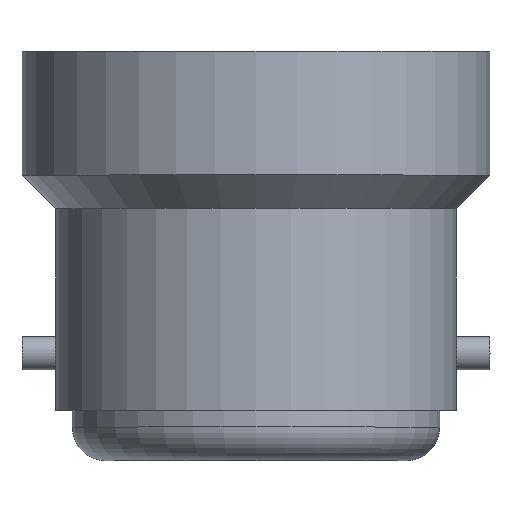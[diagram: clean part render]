
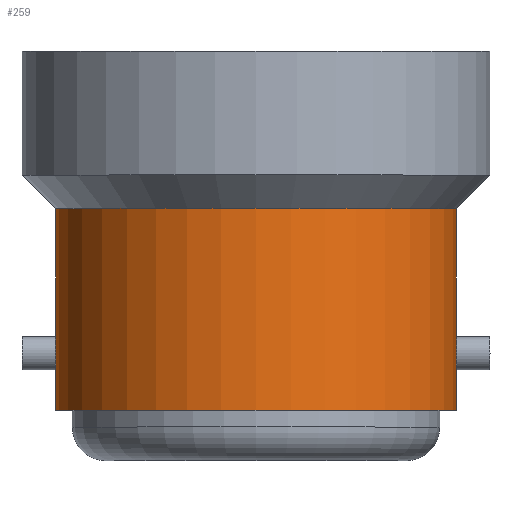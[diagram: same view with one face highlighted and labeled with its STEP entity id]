
A CAD part, top view. The second image highlights one B-rep face of the part: STEP entity #259.
In plain terms, the highlighted cylindrical face has radius 12 mm (diameter 24 mm), a full revolution.
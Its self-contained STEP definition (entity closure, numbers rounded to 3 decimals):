
#36=LINE('',#465,#45);
#45=VECTOR('',#381,12.);
#54=CYLINDRICAL_SURFACE('',#307,12.);
#69=FACE_OUTER_BOUND('',#88,.T.);
#88=EDGE_LOOP('',(#208,#209,#210,#211,#212,#213));
#106=CIRCLE('',#304,12.);
#107=CIRCLE('',#305,12.);
#109=CIRCLE('',#308,12.);
#110=CIRCLE('',#309,12.);
#130=VERTEX_POINT('',#457);
#131=VERTEX_POINT('',#458);
#133=VERTEX_POINT('',#464);
#134=VERTEX_POINT('',#466);
#158=EDGE_CURVE('',#130,#131,#106,.T.);
#159=EDGE_CURVE('',#131,#130,#107,.T.);
#161=EDGE_CURVE('',#131,#133,#36,.T.);
#162=EDGE_CURVE('',#133,#134,#109,.T.);
#163=EDGE_CURVE('',#134,#133,#110,.T.);
#208=ORIENTED_EDGE('',*,*,#158,.F.);
#209=ORIENTED_EDGE('',*,*,#159,.F.);
#210=ORIENTED_EDGE('',*,*,#161,.T.);
#211=ORIENTED_EDGE('',*,*,#162,.T.);
#212=ORIENTED_EDGE('',*,*,#163,.T.);
#213=ORIENTED_EDGE('',*,*,#161,.F.);
#259=ADVANCED_FACE('',(#69),#54,.T.);
#304=AXIS2_PLACEMENT_3D('',#459,#373,#374);
#305=AXIS2_PLACEMENT_3D('',#460,#375,#376);
#307=AXIS2_PLACEMENT_3D('',#463,#379,#380);
#308=AXIS2_PLACEMENT_3D('',#467,#382,#383);
#309=AXIS2_PLACEMENT_3D('',#468,#384,#385);
#373=DIRECTION('center_axis',(0.,-1.,0.));
#374=DIRECTION('ref_axis',(1.,0.,0.));
#375=DIRECTION('center_axis',(0.,-1.,0.));
#376=DIRECTION('ref_axis',(1.,0.,0.));
#379=DIRECTION('center_axis',(0.,-1.,0.));
#380=DIRECTION('ref_axis',(1.,0.,0.));
#381=DIRECTION('',(0.,1.,0.));
#382=DIRECTION('center_axis',(0.,-1.,0.));
#383=DIRECTION('ref_axis',(1.,0.,0.));
#384=DIRECTION('center_axis',(0.,-1.,0.));
#385=DIRECTION('ref_axis',(1.,0.,0.));
#457=CARTESIAN_POINT('',(12.,3.,0.));
#458=CARTESIAN_POINT('',(-12.,3.,0.));
#459=CARTESIAN_POINT('Origin',(0.,3.,0.));
#460=CARTESIAN_POINT('Origin',(0.,3.,0.));
#463=CARTESIAN_POINT('Origin',(0.,9.043,0.));
#464=CARTESIAN_POINT('',(-12.,15.086,0.));
#465=CARTESIAN_POINT('',(-12.,9.043,0.));
#466=CARTESIAN_POINT('',(12.,15.086,0.));
#467=CARTESIAN_POINT('Origin',(0.,15.086,0.));
#468=CARTESIAN_POINT('Origin',(0.,15.086,0.));
